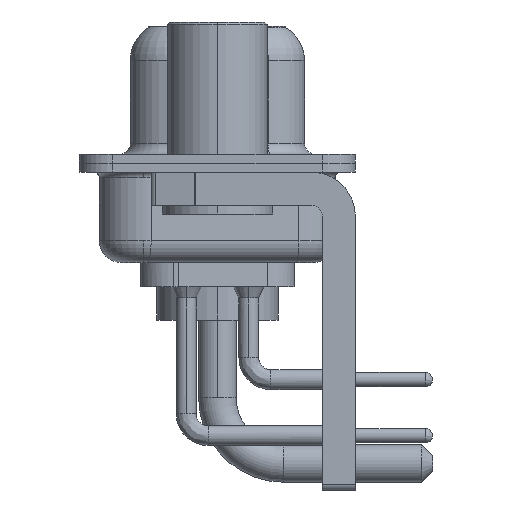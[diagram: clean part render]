
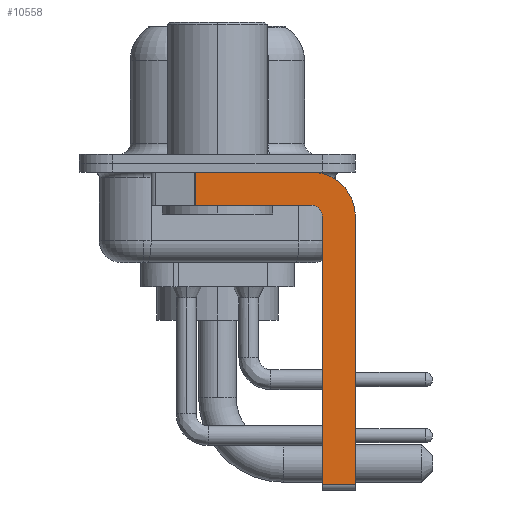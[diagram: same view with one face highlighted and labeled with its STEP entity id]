
A CAD part, left-side view. The second image highlights one B-rep face of the part: STEP entity #10558.
In plain terms, the highlighted planar face has unit normal (-1, 0, 0).
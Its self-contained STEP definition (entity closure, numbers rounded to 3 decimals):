
#127 = AXIS2_PLACEMENT_3D ( 'NONE', #906, #5794, #9093 ) ;
#143 = VERTEX_POINT ( 'NONE', #13888 ) ;
#620 = CARTESIAN_POINT ( 'NONE',  ( -2.9, -4.75, -14.55 ) ) ;
#719 = VECTOR ( 'NONE', #12439, 1000. ) ;
#906 = CARTESIAN_POINT ( 'NONE',  ( -2.9, -4.25, -2.4 ) ) ;
#955 = VERTEX_POINT ( 'NONE', #5363 ) ;
#1154 = EDGE_CURVE ( 'NONE', #6271, #11327, #11092, .T. ) ;
#1198 = CARTESIAN_POINT ( 'NONE',  ( -2.9, 0.978, -0.4 ) ) ;
#1415 = DIRECTION ( 'NONE',  ( -1., 0., 0. ) ) ;
#2119 = LINE ( 'NONE', #16514, #2358 ) ;
#2358 = VECTOR ( 'NONE', #15135, 1000. ) ;
#2761 = VERTEX_POINT ( 'NONE', #18682 ) ;
#2910 = AXIS2_PLACEMENT_3D ( 'NONE', #16867, #5438, #12239 ) ;
#3293 = VECTOR ( 'NONE', #16236, 1000. ) ;
#4156 = LINE ( 'NONE', #20465, #719 ) ;
#4314 = LINE ( 'NONE', #9094, #7021 ) ;
#4619 = VERTEX_POINT ( 'NONE', #18757 ) ;
#4772 = DIRECTION ( 'NONE',  ( 0., -1., 0. ) ) ;
#5363 = CARTESIAN_POINT ( 'NONE',  ( -2.9, 0.978, -1.9 ) ) ;
#5438 = DIRECTION ( 'NONE',  ( 1., 0., 0. ) ) ;
#5498 = EDGE_CURVE ( 'NONE', #6271, #955, #2119, .T. ) ;
#5794 = DIRECTION ( 'NONE',  ( 1., 0., 0. ) ) ;
#6041 = ORIENTED_EDGE ( 'NONE', *, *, #1154, .F. ) ;
#6058 = CARTESIAN_POINT ( 'NONE',  ( -2.9, -4.75, -14.8 ) ) ;
#6161 = ORIENTED_EDGE ( 'NONE', *, *, #8120, .F. ) ;
#6271 = VERTEX_POINT ( 'NONE', #1198 ) ;
#7021 = VECTOR ( 'NONE', #15731, 1000. ) ;
#7182 = EDGE_CURVE ( 'NONE', #2761, #143, #4156, .T. ) ;
#7204 = EDGE_CURVE ( 'NONE', #18283, #4619, #14114, .T. ) ;
#8120 = EDGE_CURVE ( 'NONE', #4619, #9217, #18668, .T. ) ;
#8488 = ORIENTED_EDGE ( 'NONE', *, *, #5498, .T. ) ;
#8990 = FACE_OUTER_BOUND ( 'NONE', #11089, .T. ) ;
#9093 = DIRECTION ( 'NONE',  ( 0., 0., -1. ) ) ;
#9094 = CARTESIAN_POINT ( 'NONE',  ( -2.9, -4.25, -1.9 ) ) ;
#9217 = VERTEX_POINT ( 'NONE', #15542 ) ;
#9948 = VECTOR ( 'NONE', #4772, 1000. ) ;
#10558 = ADVANCED_FACE ( 'NONE', ( #8990 ), #15416, .F. ) ;
#10648 = EDGE_CURVE ( 'NONE', #18283, #143, #17591, .T. ) ;
#11089 = EDGE_LOOP ( 'NONE', ( #6041, #8488, #18406, #6161, #11202, #12091, #17910, #12825 ) ) ;
#11092 = LINE ( 'NONE', #15927, #3293 ) ;
#11202 = ORIENTED_EDGE ( 'NONE', *, *, #7204, .F. ) ;
#11327 = VERTEX_POINT ( 'NONE', #17763 ) ;
#11467 = CARTESIAN_POINT ( 'NONE',  ( -2.9, -4.25, -14.55 ) ) ;
#12091 = ORIENTED_EDGE ( 'NONE', *, *, #10648, .T. ) ;
#12239 = DIRECTION ( 'NONE',  ( 0., 0., -1. ) ) ;
#12439 = DIRECTION ( 'NONE',  ( 0., 0., -1. ) ) ;
#12544 = DIRECTION ( 'NONE',  ( 0., 0., 1. ) ) ;
#12825 = ORIENTED_EDGE ( 'NONE', *, *, #17350, .F. ) ;
#13739 = CIRCLE ( 'NONE', #2910, 2. ) ;
#13888 = CARTESIAN_POINT ( 'NONE',  ( -2.9, -6.25, -14.55 ) ) ;
#13920 = VECTOR ( 'NONE', #12544, 1000. ) ;
#14114 = LINE ( 'NONE', #6058, #13920 ) ;
#14337 = DIRECTION ( 'NONE',  ( 0., 0., 1. ) ) ;
#14372 = EDGE_CURVE ( 'NONE', #9217, #955, #4314, .T. ) ;
#15135 = DIRECTION ( 'NONE',  ( 0., 0., -1. ) ) ;
#15416 = PLANE ( 'NONE',  #127 ) ;
#15542 = CARTESIAN_POINT ( 'NONE',  ( -2.9, -4.25, -1.9 ) ) ;
#15731 = DIRECTION ( 'NONE',  ( 0., 1., 0. ) ) ;
#15925 = CARTESIAN_POINT ( 'NONE',  ( -2.9, -4.25, -2.4 ) ) ;
#15927 = CARTESIAN_POINT ( 'NONE',  ( -2.9, 3., -0.4 ) ) ;
#16236 = DIRECTION ( 'NONE',  ( 0., -1., 0. ) ) ;
#16514 = CARTESIAN_POINT ( 'NONE',  ( -2.9, 0.978, -1.9 ) ) ;
#16867 = CARTESIAN_POINT ( 'NONE',  ( -2.9, -4.25, -2.4 ) ) ;
#17350 = EDGE_CURVE ( 'NONE', #11327, #2761, #13739, .T. ) ;
#17591 = LINE ( 'NONE', #11467, #9948 ) ;
#17763 = CARTESIAN_POINT ( 'NONE',  ( -2.9, -4.25, -0.4 ) ) ;
#17910 = ORIENTED_EDGE ( 'NONE', *, *, #7182, .F. ) ;
#18283 = VERTEX_POINT ( 'NONE', #620 ) ;
#18406 = ORIENTED_EDGE ( 'NONE', *, *, #14372, .F. ) ;
#18668 = CIRCLE ( 'NONE', #19702, 0.5 ) ;
#18682 = CARTESIAN_POINT ( 'NONE',  ( -2.9, -6.25, -2.4 ) ) ;
#18757 = CARTESIAN_POINT ( 'NONE',  ( -2.9, -4.75, -2.4 ) ) ;
#19702 = AXIS2_PLACEMENT_3D ( 'NONE', #15925, #1415, #14337 ) ;
#20465 = CARTESIAN_POINT ( 'NONE',  ( -2.9, -6.25, -2.4 ) ) ;
